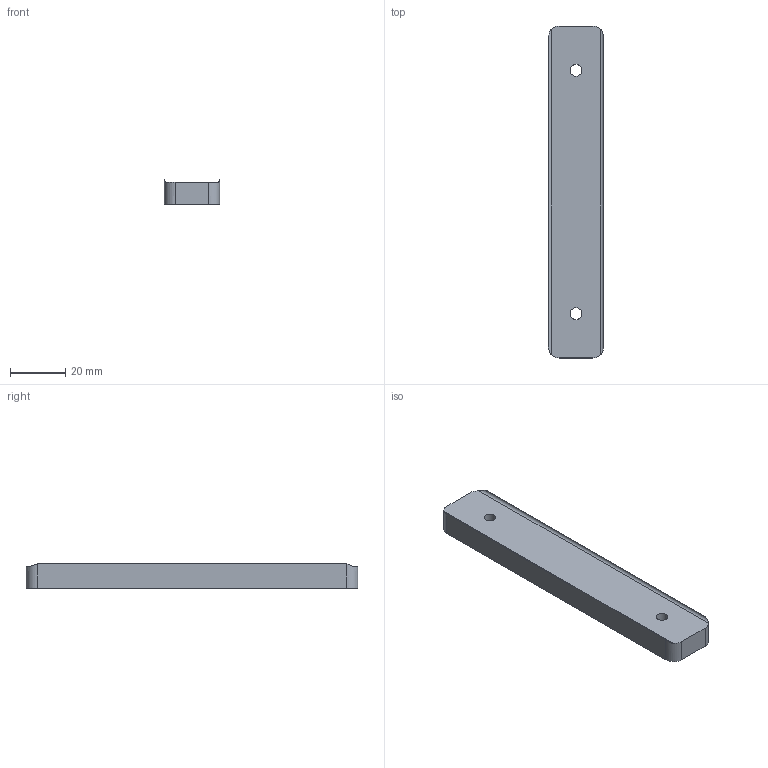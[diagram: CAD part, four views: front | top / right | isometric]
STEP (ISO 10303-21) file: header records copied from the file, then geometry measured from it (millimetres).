
FILE_DESCRIPTION(/* description */ (''),/* implementation_level */ '2;1');
FILE_NAME(/* name */ '8mm TPU Foot.step',/* time_stamp */ '2024-08-18T10:48:58-04:00',/* author */ (''),/* organization */ (''),/* preprocessor_version */ 'ST-DEVELOPER v20',/* originating_system */ 'Autodesk Translation Framework v13.14.0.145',/* authorisation */ '');
FILE_SCHEMA (('AUTOMOTIVE_DESIGN { 1 0 10303 214 3 1 1 }'));
Length unit declared in the file: millimetre
Products named in the file (1): 8mm TPU Foot
Bounding box: 20 x 120 x 9 mm (x, y, z)
Volume: 18728.2 mm3; surface area: 7531.9 mm2
Topology: 1 solids, 1 shells, 18 faces, 42 edges, 28 vertices
Faces by surface type: cylinder 10, plane 8
Full cylindrical faces by diameter (mm): 4.3 x2, 8 x2
Entity records: 582 total; most frequent: CARTESIAN_POINT 109, DIRECTION 92, ORIENTED_EDGE 84, EDGE_CURVE 42, AXIS2_PLACEMENT_3D 35, VERTEX_POINT 28, EDGE_LOOP 24, LINE 22
